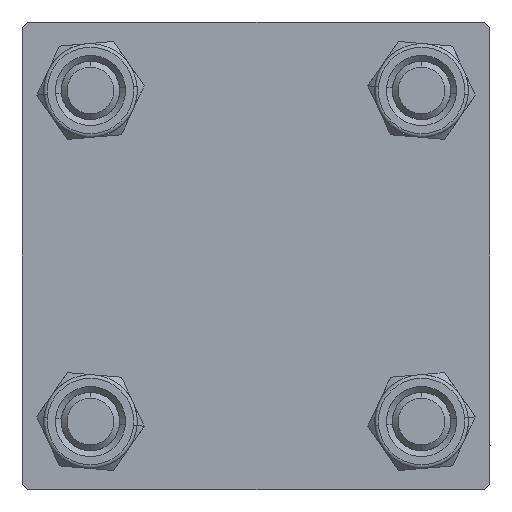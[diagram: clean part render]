
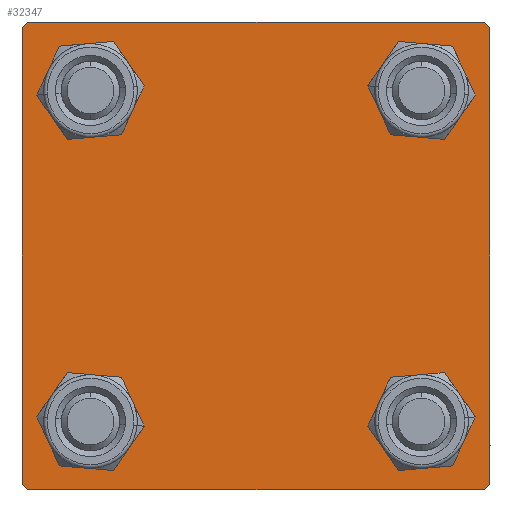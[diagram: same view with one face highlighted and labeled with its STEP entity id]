
A CAD part, left-side view. The second image highlights one B-rep face of the part: STEP entity #32347.
In plain terms, the highlighted planar face has unit normal (-1, 0, 0).
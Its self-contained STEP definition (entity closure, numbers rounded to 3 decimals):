
#113 = ORIENTED_EDGE ( 'NONE', *, *, #12314, .T. ) ;
#309 = VERTEX_POINT ( 'NONE', #51230 ) ;
#494 = CARTESIAN_POINT ( 'NONE',  ( 0., -20., -19.5 ) ) ;
#2523 = CARTESIAN_POINT ( 'NONE',  ( 0., -14.15, 14.15 ) ) ;
#2881 = FACE_BOUND ( 'NONE', #22643, .T. ) ;
#3354 = CARTESIAN_POINT ( 'NONE',  ( 0., 14.15, 14.15 ) ) ;
#3460 = DIRECTION ( 'NONE',  ( 0., 0., 1. ) ) ;
#4085 = EDGE_CURVE ( 'NONE', #53743, #52577, #22887, .T. ) ;
#4335 = CARTESIAN_POINT ( 'NONE',  ( 0., -14.15, -14.15 ) ) ;
#4650 = CARTESIAN_POINT ( 'NONE',  ( 0., 20., -19.5 ) ) ;
#5384 = EDGE_LOOP ( 'NONE', ( #14658, #113, #19566, #44817, #14569, #31382, #45007, #9162 ) ) ;
#6916 = CARTESIAN_POINT ( 'NONE',  ( 0., 20., 20. ) ) ;
#7291 = CIRCLE ( 'NONE', #54030, 3. ) ;
#7760 = DIRECTION ( 'NONE',  ( 1., 0., 0. ) ) ;
#7855 = VERTEX_POINT ( 'NONE', #12076 ) ;
#8081 = LINE ( 'NONE', #38252, #20044 ) ;
#9162 = ORIENTED_EDGE ( 'NONE', *, *, #28813, .T. ) ;
#9307 = EDGE_CURVE ( 'NONE', #26904, #14313, #35280, .T. ) ;
#9456 = CIRCLE ( 'NONE', #19527, 3. ) ;
#9745 = CARTESIAN_POINT ( 'NONE',  ( 0., -19.5, -20. ) ) ;
#11027 = EDGE_CURVE ( 'NONE', #12045, #39825, #28967, .T. ) ;
#11168 = CARTESIAN_POINT ( 'NONE',  ( 0., -14.15, 14.15 ) ) ;
#11185 = VECTOR ( 'NONE', #18038, 1000. ) ;
#11328 = VECTOR ( 'NONE', #46811, 1000. ) ;
#11440 = CARTESIAN_POINT ( 'NONE',  ( 0., -14.15, -14.15 ) ) ;
#11493 = CIRCLE ( 'NONE', #55479, 3. ) ;
#11829 = DIRECTION ( 'NONE',  ( 0., -1., 0. ) ) ;
#12045 = VERTEX_POINT ( 'NONE', #34991 ) ;
#12076 = CARTESIAN_POINT ( 'NONE',  ( 0., -20., 19.5 ) ) ;
#12203 = CARTESIAN_POINT ( 'NONE',  ( 0., -19.5, 20. ) ) ;
#12314 = EDGE_CURVE ( 'NONE', #52577, #14936, #17125, .T. ) ;
#12474 = CARTESIAN_POINT ( 'NONE',  ( 0., -19.75, -19.75 ) ) ;
#13804 = CARTESIAN_POINT ( 'NONE',  ( 0., 19.5, 20. ) ) ;
#13807 = EDGE_CURVE ( 'NONE', #7855, #26959, #20088, .T. ) ;
#14313 = VERTEX_POINT ( 'NONE', #29785 ) ;
#14360 = EDGE_LOOP ( 'NONE', ( #27748, #24774 ) ) ;
#14569 = ORIENTED_EDGE ( 'NONE', *, *, #22541, .F. ) ;
#14658 = ORIENTED_EDGE ( 'NONE', *, *, #4085, .T. ) ;
#14659 = DIRECTION ( 'NONE',  ( 0., 0.707, 0.707 ) ) ;
#14936 = VERTEX_POINT ( 'NONE', #40718 ) ;
#15704 = DIRECTION ( 'NONE',  ( 0., 0., 1. ) ) ;
#16677 = DIRECTION ( 'NONE',  ( 0., 0., 1. ) ) ;
#16941 = PLANE ( 'NONE',  #29406 ) ;
#17125 = LINE ( 'NONE', #20565, #56410 ) ;
#17130 = ORIENTED_EDGE ( 'NONE', *, *, #9307, .T. ) ;
#17377 = EDGE_CURVE ( 'NONE', #43321, #52269, #51774, .T. ) ;
#18038 = DIRECTION ( 'NONE',  ( 0., 0., -1. ) ) ;
#18716 = AXIS2_PLACEMENT_3D ( 'NONE', #46417, #45844, #24037 ) ;
#18806 = ORIENTED_EDGE ( 'NONE', *, *, #22316, .T. ) ;
#19426 = EDGE_LOOP ( 'NONE', ( #21213, #37799 ) ) ;
#19527 = AXIS2_PLACEMENT_3D ( 'NONE', #51358, #29594, #3460 ) ;
#19566 = ORIENTED_EDGE ( 'NONE', *, *, #21695, .T. ) ;
#19676 = DIRECTION ( 'NONE',  ( 0., 0., -1. ) ) ;
#19681 = AXIS2_PLACEMENT_3D ( 'NONE', #3354, #37247, #15704 ) ;
#20008 = VERTEX_POINT ( 'NONE', #46394 ) ;
#20044 = VECTOR ( 'NONE', #11829, 1000. ) ;
#20088 = LINE ( 'NONE', #36762, #32649 ) ;
#20565 = CARTESIAN_POINT ( 'NONE',  ( 0., 19.75, -19.75 ) ) ;
#20805 = DIRECTION ( 'NONE',  ( 0., -0.707, 0.707 ) ) ;
#21213 = ORIENTED_EDGE ( 'NONE', *, *, #24246, .T. ) ;
#21695 = EDGE_CURVE ( 'NONE', #14936, #43321, #8081, .T. ) ;
#21883 = ORIENTED_EDGE ( 'NONE', *, *, #53818, .T. ) ;
#22316 = EDGE_CURVE ( 'NONE', #52393, #40680, #35646, .T. ) ;
#22541 = EDGE_CURVE ( 'NONE', #7855, #52269, #47706, .T. ) ;
#22643 = EDGE_LOOP ( 'NONE', ( #27379, #17130 ) ) ;
#22887 = LINE ( 'NONE', #31526, #11185 ) ;
#24037 = DIRECTION ( 'NONE',  ( 0., 0., 1. ) ) ;
#24246 = EDGE_CURVE ( 'NONE', #39825, #12045, #7291, .T. ) ;
#24774 = ORIENTED_EDGE ( 'NONE', *, *, #45862, .T. ) ;
#25832 = DIRECTION ( 'NONE',  ( -1., 0., 0. ) ) ;
#26904 = VERTEX_POINT ( 'NONE', #51794 ) ;
#26959 = VERTEX_POINT ( 'NONE', #12203 ) ;
#27379 = ORIENTED_EDGE ( 'NONE', *, *, #35063, .T. ) ;
#27748 = ORIENTED_EDGE ( 'NONE', *, *, #49583, .T. ) ;
#28429 = DIRECTION ( 'NONE',  ( 1., 0., 0. ) ) ;
#28477 = LINE ( 'NONE', #6916, #11328 ) ;
#28813 = EDGE_CURVE ( 'NONE', #30028, #53743, #50459, .T. ) ;
#28967 = CIRCLE ( 'NONE', #51825, 3. ) ;
#29406 = AXIS2_PLACEMENT_3D ( 'NONE', #47633, #25832, #55380 ) ;
#29542 = DIRECTION ( 'NONE',  ( 1., 0., 0. ) ) ;
#29594 = DIRECTION ( 'NONE',  ( 1., 0., 0. ) ) ;
#29785 = CARTESIAN_POINT ( 'NONE',  ( 0., 14.15, 17.15 ) ) ;
#29951 = CARTESIAN_POINT ( 'NONE',  ( 0., -20., 20. ) ) ;
#30028 = VERTEX_POINT ( 'NONE', #13804 ) ;
#31382 = ORIENTED_EDGE ( 'NONE', *, *, #13807, .T. ) ;
#31526 = CARTESIAN_POINT ( 'NONE',  ( 0., 20., 20. ) ) ;
#32228 = AXIS2_PLACEMENT_3D ( 'NONE', #38213, #51095, #42215 ) ;
#32347 = ADVANCED_FACE ( 'NONE', ( #38749, #33887, #51353, #2881, #42764 ), #16941, .T. ) ;
#32439 = CARTESIAN_POINT ( 'NONE',  ( 0., 19.75, 19.75 ) ) ;
#32649 = VECTOR ( 'NONE', #14659, 1000. ) ;
#33887 = FACE_BOUND ( 'NONE', #19426, .T. ) ;
#34991 = CARTESIAN_POINT ( 'NONE',  ( 0., -14.15, -17.15 ) ) ;
#35063 = EDGE_CURVE ( 'NONE', #14313, #26904, #36811, .T. ) ;
#35280 = CIRCLE ( 'NONE', #19681, 3. ) ;
#35646 = CIRCLE ( 'NONE', #56696, 3. ) ;
#36145 = CIRCLE ( 'NONE', #18716, 3. ) ;
#36762 = CARTESIAN_POINT ( 'NONE',  ( 0., -19.75, 19.75 ) ) ;
#36811 = CIRCLE ( 'NONE', #32228, 3. ) ;
#37247 = DIRECTION ( 'NONE',  ( 1., 0., 0. ) ) ;
#37799 = ORIENTED_EDGE ( 'NONE', *, *, #11027, .T. ) ;
#38088 = DIRECTION ( 'NONE',  ( 0., -0.707, -0.707 ) ) ;
#38213 = CARTESIAN_POINT ( 'NONE',  ( 0., 14.15, 14.15 ) ) ;
#38252 = CARTESIAN_POINT ( 'NONE',  ( 0., 20., -20. ) ) ;
#38428 = DIRECTION ( 'NONE',  ( 0., 0., 1. ) ) ;
#38749 = FACE_BOUND ( 'NONE', #48042, .T. ) ;
#39825 = VERTEX_POINT ( 'NONE', #56593 ) ;
#40680 = VERTEX_POINT ( 'NONE', #43058 ) ;
#40718 = CARTESIAN_POINT ( 'NONE',  ( 0., 19.5, -20. ) ) ;
#41307 = DIRECTION ( 'NONE',  ( 0., 0.707, -0.707 ) ) ;
#42215 = DIRECTION ( 'NONE',  ( 0., 0., 1. ) ) ;
#42690 = DIRECTION ( 'NONE',  ( 1., 0., 0. ) ) ;
#42764 = FACE_OUTER_BOUND ( 'NONE', #5384, .T. ) ;
#43058 = CARTESIAN_POINT ( 'NONE',  ( 0., -14.15, 17.15 ) ) ;
#43321 = VERTEX_POINT ( 'NONE', #9745 ) ;
#44817 = ORIENTED_EDGE ( 'NONE', *, *, #17377, .T. ) ;
#44877 = VECTOR ( 'NONE', #41307, 1000. ) ;
#45007 = ORIENTED_EDGE ( 'NONE', *, *, #47482, .F. ) ;
#45844 = DIRECTION ( 'NONE',  ( 1., 0., 0. ) ) ;
#45862 = EDGE_CURVE ( 'NONE', #20008, #309, #9456, .T. ) ;
#46394 = CARTESIAN_POINT ( 'NONE',  ( 0., 14.15, -17.15 ) ) ;
#46417 = CARTESIAN_POINT ( 'NONE',  ( 0., 14.15, -14.15 ) ) ;
#46811 = DIRECTION ( 'NONE',  ( 0., -1., 0. ) ) ;
#47482 = EDGE_CURVE ( 'NONE', #30028, #26959, #28477, .T. ) ;
#47633 = CARTESIAN_POINT ( 'NONE',  ( 0., 0., 0. ) ) ;
#47706 = LINE ( 'NONE', #29951, #53946 ) ;
#48042 = EDGE_LOOP ( 'NONE', ( #21883, #18806 ) ) ;
#49253 = VECTOR ( 'NONE', #20805, 1000. ) ;
#49359 = DIRECTION ( 'NONE',  ( 0., 0., 1. ) ) ;
#49583 = EDGE_CURVE ( 'NONE', #309, #20008, #36145, .T. ) ;
#50459 = LINE ( 'NONE', #32439, #44877 ) ;
#51095 = DIRECTION ( 'NONE',  ( 1., 0., 0. ) ) ;
#51230 = CARTESIAN_POINT ( 'NONE',  ( 0., 14.15, -11.15 ) ) ;
#51353 = FACE_BOUND ( 'NONE', #14360, .T. ) ;
#51358 = CARTESIAN_POINT ( 'NONE',  ( 0., 14.15, -14.15 ) ) ;
#51560 = DIRECTION ( 'NONE',  ( 0., 0., 1. ) ) ;
#51774 = LINE ( 'NONE', #12474, #49253 ) ;
#51794 = CARTESIAN_POINT ( 'NONE',  ( 0., 14.15, 11.15 ) ) ;
#51825 = AXIS2_PLACEMENT_3D ( 'NONE', #4335, #7760, #16677 ) ;
#52269 = VERTEX_POINT ( 'NONE', #494 ) ;
#52393 = VERTEX_POINT ( 'NONE', #55529 ) ;
#52577 = VERTEX_POINT ( 'NONE', #4650 ) ;
#53743 = VERTEX_POINT ( 'NONE', #54780 ) ;
#53818 = EDGE_CURVE ( 'NONE', #40680, #52393, #11493, .T. ) ;
#53946 = VECTOR ( 'NONE', #19676, 1000. ) ;
#54030 = AXIS2_PLACEMENT_3D ( 'NONE', #11440, #29542, #38428 ) ;
#54780 = CARTESIAN_POINT ( 'NONE',  ( 0., 20., 19.5 ) ) ;
#55380 = DIRECTION ( 'NONE',  ( 0., 0., 1. ) ) ;
#55479 = AXIS2_PLACEMENT_3D ( 'NONE', #11168, #28429, #49359 ) ;
#55529 = CARTESIAN_POINT ( 'NONE',  ( 0., -14.15, 11.15 ) ) ;
#56410 = VECTOR ( 'NONE', #38088, 1000. ) ;
#56593 = CARTESIAN_POINT ( 'NONE',  ( 0., -14.15, -11.15 ) ) ;
#56696 = AXIS2_PLACEMENT_3D ( 'NONE', #2523, #42690, #51560 ) ;
